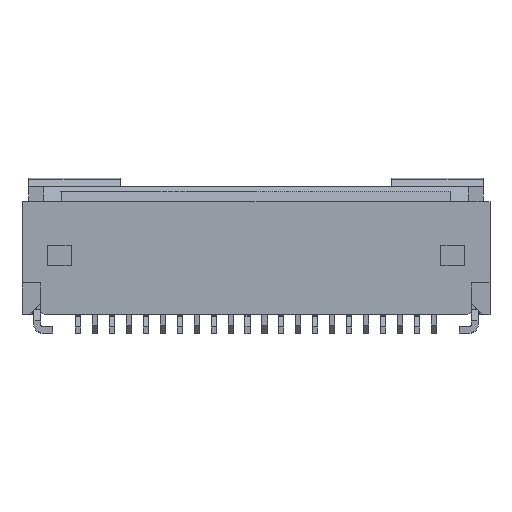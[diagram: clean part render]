
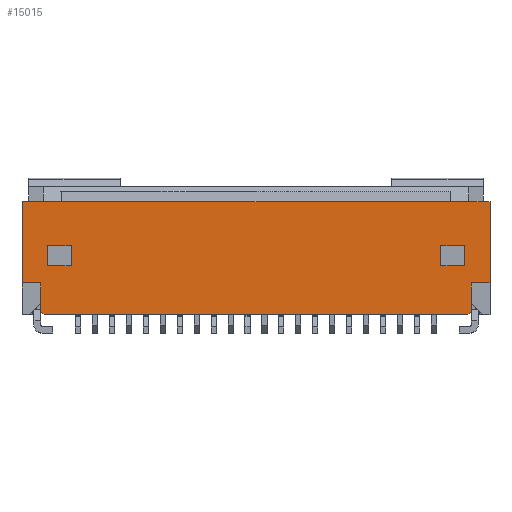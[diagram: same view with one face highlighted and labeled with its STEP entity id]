
A CAD part, top view. The second image highlights one B-rep face of the part: STEP entity #15015.
In plain terms, the highlighted planar face has unit normal (0, 0, 1).
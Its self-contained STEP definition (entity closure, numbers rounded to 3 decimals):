
#5=DIRECTION('',(0.,-1.,0.));
#6=VECTOR('',#5,2.4);
#7=CARTESIAN_POINT('',(-6.9,3.34,1.4));
#8=LINE('',#7,#6);
#122=DIRECTION('',(1.,0.,0.));
#123=VECTOR('',#122,12.5);
#124=CARTESIAN_POINT('',(-6.25,0.,1.4));
#125=LINE('',#124,#123);
#575=DIRECTION('',(0.,-1.,0.));
#576=VECTOR('',#575,2.4);
#577=CARTESIAN_POINT('',(6.9,3.34,1.4));
#578=LINE('',#577,#576);
#799=DIRECTION('',(1.,0.,0.));
#800=VECTOR('',#799,0.7);
#801=CARTESIAN_POINT('',(-6.15,2.04,1.4));
#802=LINE('',#801,#800);
#803=DIRECTION('',(0.,1.,0.));
#804=VECTOR('',#803,0.6);
#805=CARTESIAN_POINT('',(-6.15,1.44,1.4));
#806=LINE('',#805,#804);
#807=DIRECTION('',(1.,0.,0.));
#808=VECTOR('',#807,0.7);
#809=CARTESIAN_POINT('',(-6.15,1.44,1.4));
#810=LINE('',#809,#808);
#811=DIRECTION('',(0.,1.,0.));
#812=VECTOR('',#811,0.6);
#813=CARTESIAN_POINT('',(-5.45,1.44,1.4));
#814=LINE('',#813,#812);
#815=DIRECTION('',(1.,0.,0.));
#816=VECTOR('',#815,0.7);
#817=CARTESIAN_POINT('',(5.45,2.04,1.4));
#818=LINE('',#817,#816);
#819=DIRECTION('',(0.,1.,0.));
#820=VECTOR('',#819,0.6);
#821=CARTESIAN_POINT('',(5.45,1.44,1.4));
#822=LINE('',#821,#820);
#823=DIRECTION('',(1.,0.,0.));
#824=VECTOR('',#823,0.7);
#825=CARTESIAN_POINT('',(5.45,1.44,1.4));
#826=LINE('',#825,#824);
#827=DIRECTION('',(0.,1.,0.));
#828=VECTOR('',#827,0.6);
#829=CARTESIAN_POINT('',(6.15,1.44,1.4));
#830=LINE('',#829,#828);
#831=DIRECTION('',(0.,1.,0.));
#832=VECTOR('',#831,0.17);
#833=CARTESIAN_POINT('',(-6.35,0.17,1.4));
#834=LINE('',#833,#832);
#835=DIRECTION('',(0.,1.,0.));
#836=VECTOR('',#835,0.6);
#837=CARTESIAN_POINT('',(-6.35,0.34,1.4));
#838=LINE('',#837,#836);
#839=DIRECTION('',(1.,0.,0.));
#840=VECTOR('',#839,0.55);
#841=CARTESIAN_POINT('',(-6.9,0.94,1.4));
#842=LINE('',#841,#840);
#843=DIRECTION('',(1.,0.,0.));
#844=VECTOR('',#843,13.8);
#845=CARTESIAN_POINT('',(-6.9,3.34,1.4));
#846=LINE('',#845,#844);
#847=DIRECTION('',(1.,0.,0.));
#848=VECTOR('',#847,0.55);
#849=CARTESIAN_POINT('',(6.35,0.94,1.4));
#850=LINE('',#849,#848);
#851=DIRECTION('',(0.,1.,0.));
#852=VECTOR('',#851,0.6);
#853=CARTESIAN_POINT('',(6.35,0.34,1.4));
#854=LINE('',#853,#852);
#855=DIRECTION('',(0.,1.,0.));
#856=VECTOR('',#855,0.17);
#857=CARTESIAN_POINT('',(6.35,0.17,1.4));
#858=LINE('',#857,#856);
#859=DIRECTION('',(0.,1.,0.));
#860=VECTOR('',#859,0.07);
#861=CARTESIAN_POINT('',(6.35,0.1,1.4));
#862=LINE('',#861,#860);
#863=DIRECTION('',(0.707,0.707,0.));
#864=VECTOR('',#863,0.141);
#865=CARTESIAN_POINT('',(6.25,0.,1.4));
#866=LINE('',#865,#864);
#867=DIRECTION('',(0.707,-0.707,0.));
#868=VECTOR('',#867,0.141);
#869=CARTESIAN_POINT('',(-6.35,0.1,1.4));
#870=LINE('',#869,#868);
#871=DIRECTION('',(0.,1.,0.));
#872=VECTOR('',#871,0.07);
#873=CARTESIAN_POINT('',(-6.35,0.1,1.4));
#874=LINE('',#873,#872);
#10695=CARTESIAN_POINT('',(-6.9,3.34,1.4));
#10696=CARTESIAN_POINT('',(6.9,3.34,1.4));
#10697=VERTEX_POINT('',#10695);
#10698=VERTEX_POINT('',#10696);
#10723=CARTESIAN_POINT('',(-6.9,0.94,1.4));
#10724=CARTESIAN_POINT('',(-6.35,0.94,1.4));
#10725=VERTEX_POINT('',#10723);
#10726=VERTEX_POINT('',#10724);
#10727=CARTESIAN_POINT('',(6.35,0.94,1.4));
#10728=CARTESIAN_POINT('',(6.9,0.94,1.4));
#10729=VERTEX_POINT('',#10727);
#10730=VERTEX_POINT('',#10728);
#10843=CARTESIAN_POINT('',(6.35,0.34,1.4));
#10845=VERTEX_POINT('',#10843);
#10851=CARTESIAN_POINT('',(-6.35,0.34,1.4));
#10853=VERTEX_POINT('',#10851);
#11031=CARTESIAN_POINT('',(6.25,0.,1.4));
#11033=VERTEX_POINT('',#11031);
#11036=CARTESIAN_POINT('',(-6.25,0.,1.4));
#11038=VERTEX_POINT('',#11036);
#11455=CARTESIAN_POINT('',(6.35,0.1,1.4));
#11457=VERTEX_POINT('',#11455);
#11471=CARTESIAN_POINT('',(6.35,0.17,1.4));
#11472=VERTEX_POINT('',#11471);
#11649=CARTESIAN_POINT('',(-6.35,0.1,1.4));
#11650=CARTESIAN_POINT('',(-6.35,0.17,1.4));
#11651=VERTEX_POINT('',#11649);
#11652=VERTEX_POINT('',#11650);
#14113=CARTESIAN_POINT('',(-6.15,2.04,1.4));
#14114=CARTESIAN_POINT('',(-5.45,2.04,1.4));
#14115=VERTEX_POINT('',#14113);
#14116=VERTEX_POINT('',#14114);
#14117=CARTESIAN_POINT('',(5.45,2.04,1.4));
#14118=CARTESIAN_POINT('',(6.15,2.04,1.4));
#14119=VERTEX_POINT('',#14117);
#14120=VERTEX_POINT('',#14118);
#14121=CARTESIAN_POINT('',(-6.15,1.44,1.4));
#14122=CARTESIAN_POINT('',(-5.45,1.44,1.4));
#14123=VERTEX_POINT('',#14121);
#14124=VERTEX_POINT('',#14122);
#14125=CARTESIAN_POINT('',(5.45,1.44,1.4));
#14126=CARTESIAN_POINT('',(6.15,1.44,1.4));
#14127=VERTEX_POINT('',#14125);
#14128=VERTEX_POINT('',#14126);
#14965=CARTESIAN_POINT('',(-6.9,3.34,1.4));
#14966=DIRECTION('',(0.,0.,1.));
#14967=DIRECTION('',(0.,-1.,0.));
#14968=AXIS2_PLACEMENT_3D('',#14965,#14966,#14967);
#14969=PLANE('',#14968);
#14971=ORIENTED_EDGE('',*,*,#14970,.T.);
#14973=ORIENTED_EDGE('',*,*,#14972,.T.);
#14974=ORIENTED_EDGE('',*,*,#14912,.F.);
#14975=ORIENTED_EDGE('',*,*,#14176,.F.);
#14977=ORIENTED_EDGE('',*,*,#14976,.T.);
#14978=ORIENTED_EDGE('',*,*,#14686,.T.);
#14979=ORIENTED_EDGE('',*,*,#14926,.F.);
#14981=ORIENTED_EDGE('',*,*,#14980,.F.);
#14983=ORIENTED_EDGE('',*,*,#14982,.F.);
#14985=ORIENTED_EDGE('',*,*,#14984,.F.);
#14987=ORIENTED_EDGE('',*,*,#14986,.F.);
#14988=ORIENTED_EDGE('',*,*,#14300,.F.);
#14990=ORIENTED_EDGE('',*,*,#14989,.F.);
#14992=ORIENTED_EDGE('',*,*,#14991,.T.);
#14993=EDGE_LOOP('',(#14971,#14973,#14974,#14975,#14977,#14978,#14979,#14981,
#14983,#14985,#14987,#14988,#14990,#14992));
#14994=FACE_OUTER_BOUND('',#14993,.F.);
#14996=ORIENTED_EDGE('',*,*,#14995,.F.);
#14998=ORIENTED_EDGE('',*,*,#14997,.F.);
#15000=ORIENTED_EDGE('',*,*,#14999,.T.);
#15002=ORIENTED_EDGE('',*,*,#15001,.T.);
#15003=EDGE_LOOP('',(#14996,#14998,#15000,#15002));
#15004=FACE_BOUND('',#15003,.F.);
#15006=ORIENTED_EDGE('',*,*,#15005,.F.);
#15008=ORIENTED_EDGE('',*,*,#15007,.F.);
#15010=ORIENTED_EDGE('',*,*,#15009,.T.);
#15012=ORIENTED_EDGE('',*,*,#15011,.T.);
#15013=EDGE_LOOP('',(#15006,#15008,#15010,#15012));
#15014=FACE_BOUND('',#15013,.F.);
#15015=ADVANCED_FACE('',(#14994,#15004,#15014),#14969,.T.);
#14176=EDGE_CURVE('',#10697,#10725,#8,.T.);
#14300=EDGE_CURVE('',#11038,#11033,#125,.T.);
#14686=EDGE_CURVE('',#10698,#10730,#578,.T.);
#14912=EDGE_CURVE('',#10725,#10726,#842,.T.);
#14926=EDGE_CURVE('',#10729,#10730,#850,.T.);
#14970=EDGE_CURVE('',#11652,#10853,#834,.T.);
#14972=EDGE_CURVE('',#10853,#10726,#838,.T.);
#14976=EDGE_CURVE('',#10697,#10698,#846,.T.);
#14980=EDGE_CURVE('',#10845,#10729,#854,.T.);
#14982=EDGE_CURVE('',#11472,#10845,#858,.T.);
#14984=EDGE_CURVE('',#11457,#11472,#862,.T.);
#14986=EDGE_CURVE('',#11033,#11457,#866,.T.);
#14989=EDGE_CURVE('',#11651,#11038,#870,.T.);
#14991=EDGE_CURVE('',#11651,#11652,#874,.T.);
#14995=EDGE_CURVE('',#14119,#14120,#818,.T.);
#14997=EDGE_CURVE('',#14127,#14119,#822,.T.);
#14999=EDGE_CURVE('',#14127,#14128,#826,.T.);
#15001=EDGE_CURVE('',#14128,#14120,#830,.T.);
#15005=EDGE_CURVE('',#14115,#14116,#802,.T.);
#15007=EDGE_CURVE('',#14123,#14115,#806,.T.);
#15009=EDGE_CURVE('',#14123,#14124,#810,.T.);
#15011=EDGE_CURVE('',#14124,#14116,#814,.T.);
